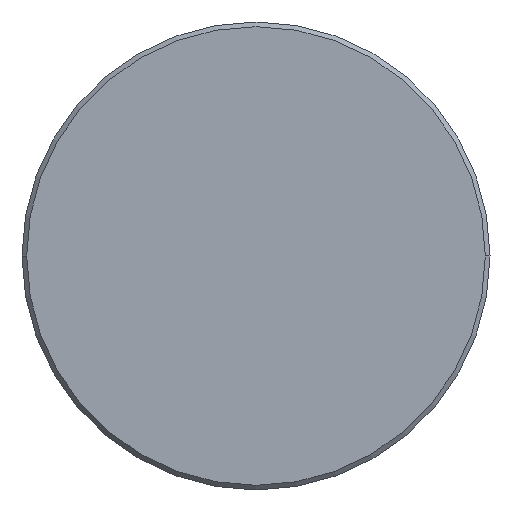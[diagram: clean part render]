
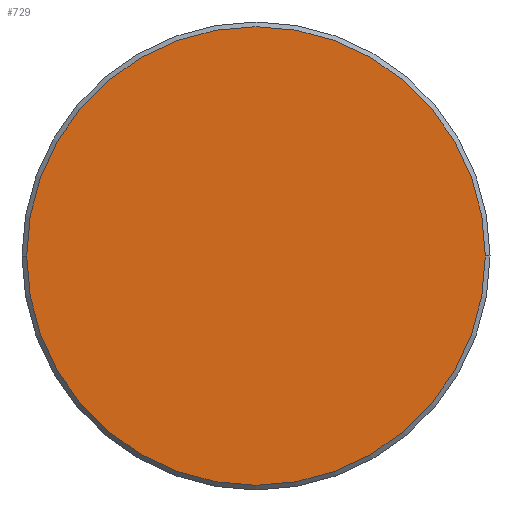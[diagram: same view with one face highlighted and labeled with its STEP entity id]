
A CAD part, left-side view. The second image highlights one B-rep face of the part: STEP entity #729.
In plain terms, the highlighted planar face has unit normal (-1, 0, 0).
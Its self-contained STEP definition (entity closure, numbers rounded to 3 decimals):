
#41 = DIRECTION ( 'NONE',  ( -1., 0., 0. ) ) ;
#74 = PLANE ( 'NONE',  #1023 ) ;
#107 = CARTESIAN_POINT ( 'NONE',  ( -105.9, -14.7, 0. ) ) ;
#150 = CARTESIAN_POINT ( 'NONE',  ( -105.9, -14.876, -14.876 ) ) ;
#236 = AXIS2_PLACEMENT_3D ( 'NONE', #270, #450, #879 ) ;
#270 = CARTESIAN_POINT ( 'NONE',  ( -105.9, 0., 0. ) ) ;
#297 = CIRCLE ( 'NONE', #510, 14.7 ) ;
#384 = EDGE_CURVE ( 'NONE', #976, #552, #739, .T. ) ;
#387 = EDGE_LOOP ( 'NONE', ( #962, #399 ) ) ;
#399 = ORIENTED_EDGE ( 'NONE', *, *, #384, .T. ) ;
#431 = DIRECTION ( 'NONE',  ( -1., 0., 0. ) ) ;
#450 = DIRECTION ( 'NONE',  ( -1., 0., 0. ) ) ;
#476 = CARTESIAN_POINT ( 'NONE',  ( -105.9, 0., 0. ) ) ;
#510 = AXIS2_PLACEMENT_3D ( 'NONE', #476, #41, #902 ) ;
#552 = VERTEX_POINT ( 'NONE', #1072 ) ;
#595 = DIRECTION ( 'NONE',  ( 0., 0., 1. ) ) ;
#729 = ADVANCED_FACE ( 'NONE', ( #984 ), #74, .T. ) ;
#739 = CIRCLE ( 'NONE', #236, 14.7 ) ;
#879 = DIRECTION ( 'NONE',  ( 0., 1., 0. ) ) ;
#902 = DIRECTION ( 'NONE',  ( 0., 1., 0. ) ) ;
#962 = ORIENTED_EDGE ( 'NONE', *, *, #1056, .T. ) ;
#976 = VERTEX_POINT ( 'NONE', #107 ) ;
#984 = FACE_OUTER_BOUND ( 'NONE', #387, .T. ) ;
#1023 = AXIS2_PLACEMENT_3D ( 'NONE', #150, #431, #595 ) ;
#1056 = EDGE_CURVE ( 'NONE', #552, #976, #297, .T. ) ;
#1072 = CARTESIAN_POINT ( 'NONE',  ( -105.9, 14.7, 0. ) ) ;
